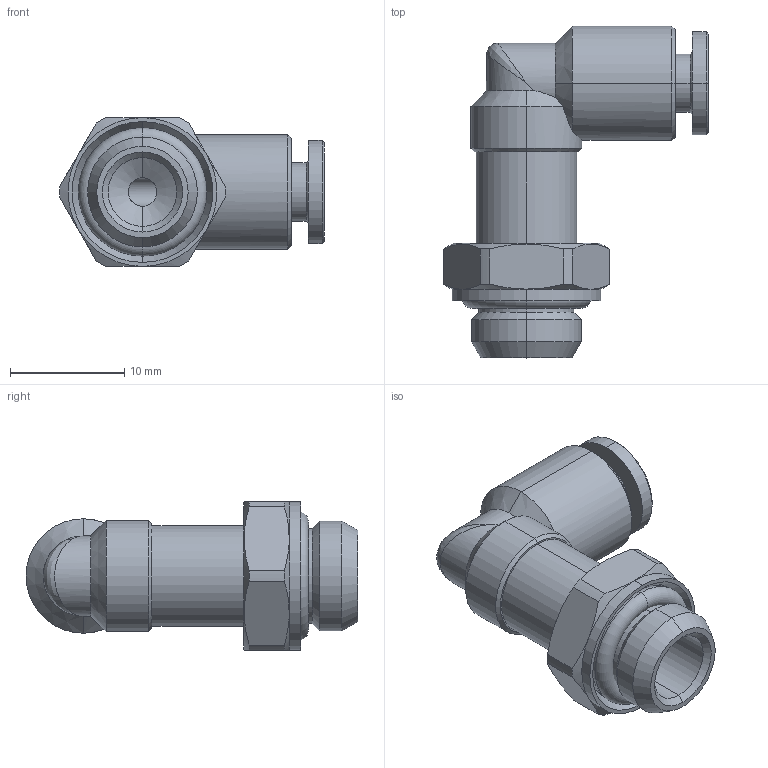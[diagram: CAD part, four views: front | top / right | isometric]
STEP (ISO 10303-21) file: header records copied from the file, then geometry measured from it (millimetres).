
FILE_DESCRIPTION(( 'RT.19.04.18.STEP' ), '1');
FILE_NAME( 'RT.19.04.18.STEP', '2018-10-08T15:04:13',( 'Sopra'),('sopra-pneumatic.com'), 'SwSTEP 2.0','SolidWorks 2009','' );
FILE_SCHEMA (( 'CONFIG_CONTROL_DESIGN' ));
Length unit declared in the file: millimetre
Products named in the file (1): B0090011
Bounding box: 23.15 x 29 x 13 mm (x, y, z)
Volume: 2212.7 mm3; surface area: 2336 mm2
Topology: 2 solids, 4 shells, 99 faces, 220 edges, 132 vertices
Faces by surface type: cylinder 37, cone 36, plane 21, torus 4, bspline 1
Entity records: 2966 total; most frequent: CARTESIAN_POINT 703, DIRECTION 485, ORIENTED_EDGE 436, EDGE_CURVE 218, AXIS2_PLACEMENT_3D 204, VERTEX_POINT 132, EDGE_LOOP 108, CIRCLE 105
